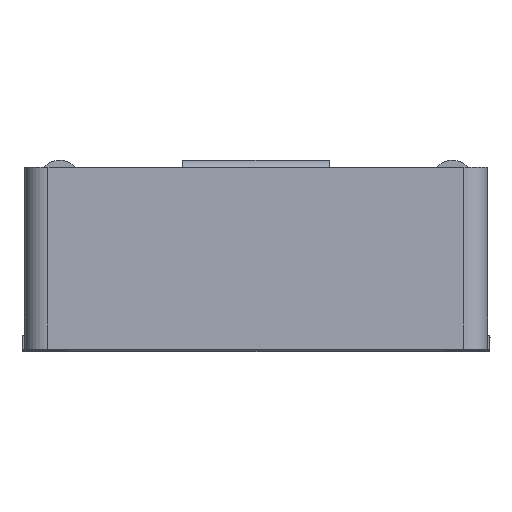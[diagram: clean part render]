
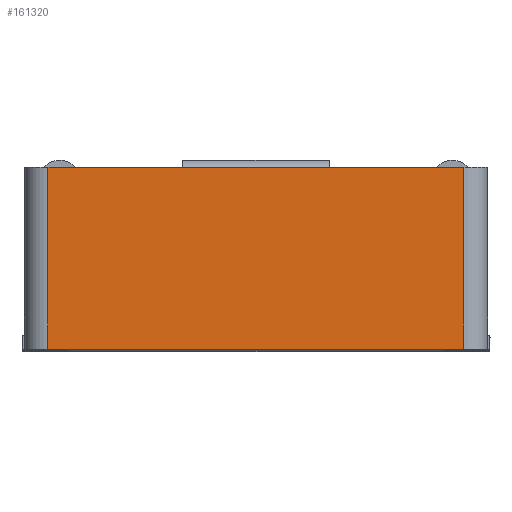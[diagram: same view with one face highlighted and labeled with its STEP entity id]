
A CAD part, top view. The second image highlights one B-rep face of the part: STEP entity #161320.
In plain terms, the highlighted planar face has unit normal (0, 0, 1).
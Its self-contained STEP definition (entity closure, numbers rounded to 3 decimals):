
#25560=CARTESIAN_POINT('',(18.304,-0.55,
26.08));
#25570=VERTEX_POINT('',#25560);
#25600=CARTESIAN_POINT('',(18.304,-0.55,
26.08));
#25610=DIRECTION('',(-1.,0.,0.));
#25620=VECTOR('',#25610,1.);
#25630=LINE('',#25600,#25620);
#25640=CARTESIAN_POINT('',(18.069,-0.55,
26.08));
#25650=VERTEX_POINT('',#25640);
#25660=EDGE_CURVE('',#25570,#25650,#25630,.T.);
#25680=CARTESIAN_POINT('',(17.764,-0.55,
26.08));
#25690=DIRECTION('',(1.,0.,0.));
#25700=VECTOR('',#25690,1.);
#25710=LINE('',#25680,#25700);
#25720=CARTESIAN_POINT('',(17.764,-0.55,
26.08));
#25730=VERTEX_POINT('',#25720);
#25740=EDGE_CURVE('',#25730,#25650,#25710,.T.);
#25760=CARTESIAN_POINT('',(17.084,-0.55,
26.08));
#25770=DIRECTION('',(1.,0.,0.));
#25780=VECTOR('',#25770,1.);
#25790=LINE('',#25760,#25780);
#25800=CARTESIAN_POINT('',(17.084,-0.55,
26.08));
#25810=VERTEX_POINT('',#25800);
#25820=EDGE_CURVE('',#25810,#25730,#25790,.T.);
#25840=CARTESIAN_POINT('',(17.084,-0.55,
26.08));
#25850=DIRECTION('',(-1.,0.,0.));
#25860=VECTOR('',#25850,1.);
#25870=LINE('',#25840,#25860);
#25880=CARTESIAN_POINT('',(16.544,-0.55,
26.08));
#25890=VERTEX_POINT('',#25880);
#25900=EDGE_CURVE('',#25810,#25890,#25870,.T.);
#160080=CARTESIAN_POINT('',(18.304,-1.32,
26.08));
#160090=VERTEX_POINT('',#160080);
#160880=CARTESIAN_POINT('',(16.544,-1.32,
26.08));
#160890=VERTEX_POINT('',#160880);
#160920=CARTESIAN_POINT('',(18.304,-1.32,
26.08));
#160930=DIRECTION('',(-1.,0.,0.));
#160940=VECTOR('',#160930,1.);
#160950=LINE('',#160920,#160940);
#160960=EDGE_CURVE('',#160090,#160890,#160950,.T.);
#161080=CARTESIAN_POINT('',(18.324,-1.285,
26.08));
#161090=DIRECTION('',(0.,0.,-1.));
#161100=DIRECTION('',(-1.,0.,0.));
#161110=AXIS2_PLACEMENT_3D('',#161080,#161090,#161100);
#161120=PLANE('',#161110);
#161130=ORIENTED_EDGE('',*,*,#25660,.T.);
#161140=CARTESIAN_POINT('',(18.304,-0.55,
26.08));
#161150=DIRECTION('',(0.,-1.,0.));
#161160=VECTOR('',#161150,1.);
#161170=LINE('',#161140,#161160);
#161180=EDGE_CURVE('',#25570,#160090,#161170,.T.);
#161190=ORIENTED_EDGE('',*,*,#161180,.F.);
#161200=ORIENTED_EDGE('',*,*,#160960,.F.);
#161210=CARTESIAN_POINT('',(16.544,-1.32,
26.08));
#161220=DIRECTION('',(0.,1.,0.));
#161230=VECTOR('',#161220,1.);
#161240=LINE('',#161210,#161230);
#161250=EDGE_CURVE('',#160890,#25890,#161240,.T.);
#161260=ORIENTED_EDGE('',*,*,#161250,.F.);
#161270=ORIENTED_EDGE('',*,*,#25900,.T.);
#161280=ORIENTED_EDGE('',*,*,#25820,.F.);
#161290=ORIENTED_EDGE('',*,*,#25740,.F.);
#161300=EDGE_LOOP('',(#161290,#161280,#161270,#161260,#161200,#161190,
#161130));
#161310=FACE_OUTER_BOUND('',#161300,.T.);
#161320=ADVANCED_FACE('',(#161310),#161120,.F.);
